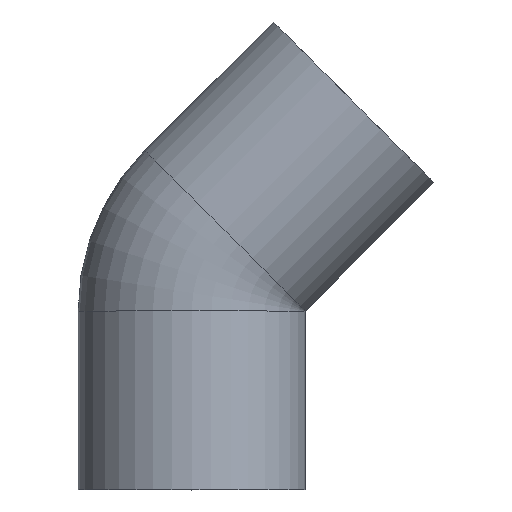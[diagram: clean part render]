
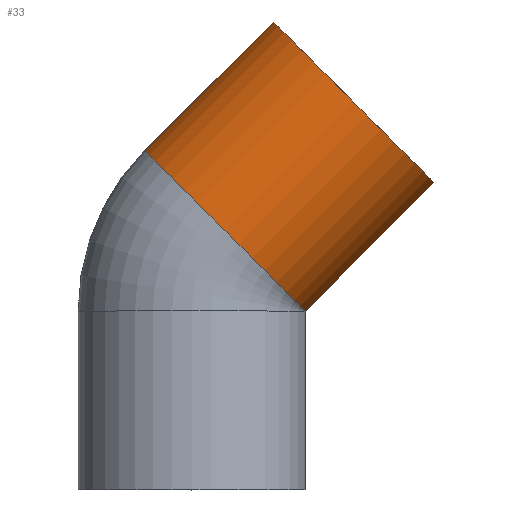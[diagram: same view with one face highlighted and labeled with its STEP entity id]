
A CAD part, top view. The second image highlights one B-rep face of the part: STEP entity #33.
In plain terms, the highlighted cylindrical face has radius 80 mm (diameter 160 mm), a partial arc.
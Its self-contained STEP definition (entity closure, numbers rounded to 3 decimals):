
#4 = LINE ( 'NONE', #154, #9 ) ;
#9 = VECTOR ( 'NONE', #282, 1000. ) ;
#30 = CIRCLE ( 'NONE', #281, 80. ) ;
#33 = ADVANCED_FACE ( 'NONE', ( #73 ), #211, .T. ) ;
#35 = DIRECTION ( 'NONE',  ( 0.707, 0.707, 0. ) ) ;
#52 = LINE ( 'NONE', #197, #333 ) ;
#56 = AXIS2_PLACEMENT_3D ( 'NONE', #369, #79, #216 ) ;
#58 = CIRCLE ( 'NONE', #56, 80. ) ;
#65 = ORIENTED_EDGE ( 'NONE', *, *, #242, .T. ) ;
#73 = FACE_OUTER_BOUND ( 'NONE', #172, .T. ) ;
#79 = DIRECTION ( 'NONE',  ( 0.707, 0.707, 0. ) ) ;
#95 = VERTEX_POINT ( 'NONE', #187 ) ;
#97 = VERTEX_POINT ( 'NONE', #308 ) ;
#118 = EDGE_CURVE ( 'NONE', #296, #95, #58, .T. ) ;
#124 = DIRECTION ( 'NONE',  ( 0., 0., 1. ) ) ;
#136 = ORIENTED_EDGE ( 'NONE', *, *, #118, .F. ) ;
#151 = AXIS2_PLACEMENT_3D ( 'NONE', #335, #35, #184 ) ;
#154 = CARTESIAN_POINT ( 'NONE',  ( 80., 125.863, 0. ) ) ;
#168 = EDGE_CURVE ( 'NONE', #97, #95, #4, .T. ) ;
#172 = EDGE_LOOP ( 'NONE', ( #65, #375, #136, #389 ) ) ;
#184 = DIRECTION ( 'NONE',  ( -0.707, 0.707, 0. ) ) ;
#187 = CARTESIAN_POINT ( 'NONE',  ( 170.569, 216.431, 0. ) ) ;
#197 = CARTESIAN_POINT ( 'NONE',  ( -33.137, 239., 0. ) ) ;
#198 = CARTESIAN_POINT ( 'NONE',  ( 57.431, 329.569, 0. ) ) ;
#211 = CYLINDRICAL_SURFACE ( 'NONE', #151, 80. ) ;
#216 = DIRECTION ( 'NONE',  ( 0., 0., 1. ) ) ;
#242 = EDGE_CURVE ( 'NONE', #420, #97, #30, .T. ) ;
#264 = EDGE_CURVE ( 'NONE', #420, #296, #52, .T. ) ;
#281 = AXIS2_PLACEMENT_3D ( 'NONE', #285, #406, #124 ) ;
#282 = DIRECTION ( 'NONE',  ( 0.707, 0.707, 0. ) ) ;
#285 = CARTESIAN_POINT ( 'NONE',  ( 23.431, 182.431, 0. ) ) ;
#296 = VERTEX_POINT ( 'NONE', #198 ) ;
#308 = CARTESIAN_POINT ( 'NONE',  ( 80., 125.863, 0. ) ) ;
#318 = DIRECTION ( 'NONE',  ( 0.707, 0.707, 0. ) ) ;
#333 = VECTOR ( 'NONE', #318, 1000. ) ;
#335 = CARTESIAN_POINT ( 'NONE',  ( 23.431, 182.431, 0. ) ) ;
#355 = CARTESIAN_POINT ( 'NONE',  ( -33.137, 239., 0. ) ) ;
#369 = CARTESIAN_POINT ( 'NONE',  ( 114., 273., 0. ) ) ;
#375 = ORIENTED_EDGE ( 'NONE', *, *, #168, .T. ) ;
#389 = ORIENTED_EDGE ( 'NONE', *, *, #264, .F. ) ;
#406 = DIRECTION ( 'NONE',  ( 0.707, 0.707, 0. ) ) ;
#420 = VERTEX_POINT ( 'NONE', #355 ) ;
